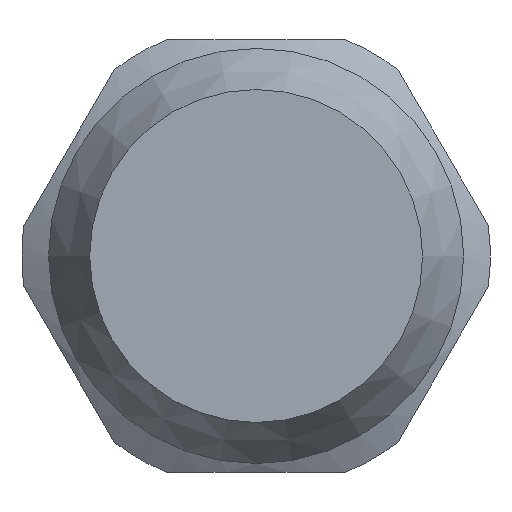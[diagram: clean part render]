
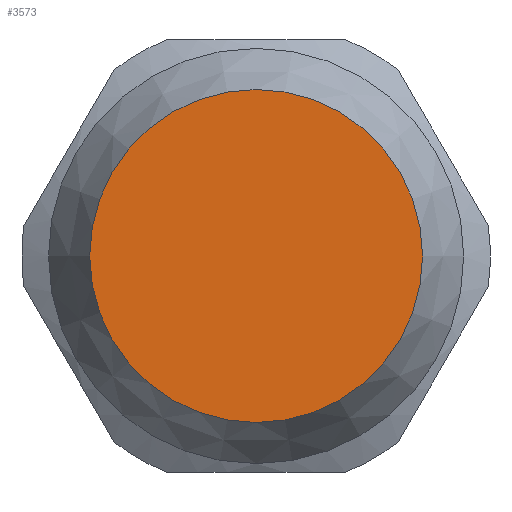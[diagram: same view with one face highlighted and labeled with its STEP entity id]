
A CAD part, left-side view. The second image highlights one B-rep face of the part: STEP entity #3573.
In plain terms, the highlighted planar face has unit normal (-1, 0, 0).
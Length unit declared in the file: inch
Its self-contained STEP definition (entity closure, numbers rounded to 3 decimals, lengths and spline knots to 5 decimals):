
#3550=CARTESIAN_POINT('',(0.0,0.2165,0.0));
#3551=VERTEX_POINT('',#3550);
#3552=CARTESIAN_POINT('',(0.0,0.0,0.0));
#3553=DIRECTION('',(1.0,0.0,0.0));
#3554=DIRECTION('',(0.0,1.0,0.0));
#3555=AXIS2_PLACEMENT_3D('',#3552,#3553,#3554);
#3556=CIRCLE('',#3555,0.2165);
#3557=EDGE_CURVE('',#3551,#3551,#3556,.T.);
#3565=CARTESIAN_POINT('',(0.0,0.10825,0.0));
#3566=DIRECTION('',(-1.0,0.0,0.0));
#3567=DIRECTION('',(0.0,0.0,1.0));
#3568=AXIS2_PLACEMENT_3D('',#3565,#3566,#3567);
#3569=PLANE('',#3568);
#3570=ORIENTED_EDGE('',*,*,#3557,.F.);
#3571=EDGE_LOOP('',(#3570));
#3572=FACE_OUTER_BOUND('',#3571,.T.);
#3573=ADVANCED_FACE('',(#3572),#3569,.T.);
